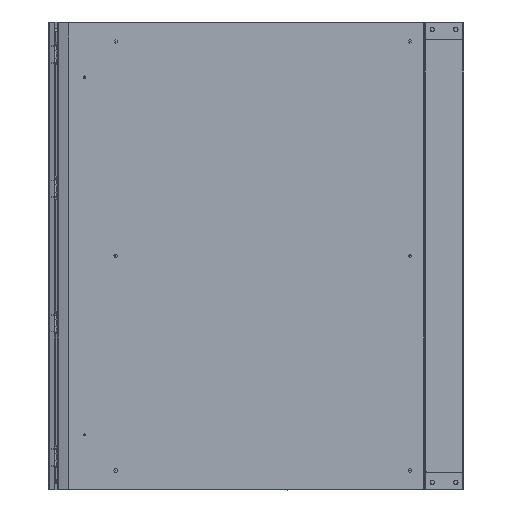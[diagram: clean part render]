
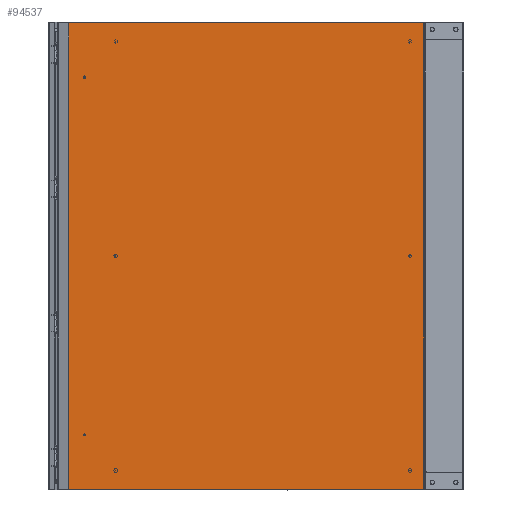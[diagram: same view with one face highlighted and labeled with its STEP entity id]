
A CAD part, left-side view. The second image highlights one B-rep face of the part: STEP entity #94537.
In plain terms, the highlighted planar face has unit normal (-1, 0, 0).
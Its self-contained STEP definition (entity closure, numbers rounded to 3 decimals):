
#10891=FACE_OUTER_BOUND('',#16592,.T.);
#16592=EDGE_LOOP('',(#60300,#60301,#60302,#60303,#60304,#60305,#60306,#60307));
#25105=LINE('',#135468,#32052);
#25106=LINE('',#135470,#32053);
#25107=LINE('',#135472,#32054);
#25108=LINE('',#135474,#32055);
#25109=LINE('',#135476,#32056);
#25110=LINE('',#135478,#32057);
#25111=LINE('',#135480,#32058);
#25112=LINE('',#135481,#32059);
#32052=VECTOR('',#109848,10.);
#32053=VECTOR('',#109849,10.);
#32054=VECTOR('',#109850,10.);
#32055=VECTOR('',#109851,0.929);
#32056=VECTOR('',#109852,910.811);
#32057=VECTOR('',#109853,1196.859);
#32058=VECTOR('',#109854,910.811);
#32059=VECTOR('',#109855,0.929);
#39022=VERTEX_POINT('',#135466);
#39023=VERTEX_POINT('',#135467);
#39024=VERTEX_POINT('',#135469);
#39025=VERTEX_POINT('',#135471);
#39026=VERTEX_POINT('',#135473);
#39027=VERTEX_POINT('',#135475);
#39028=VERTEX_POINT('',#135477);
#39029=VERTEX_POINT('',#135479);
#47923=EDGE_CURVE('',#39022,#39023,#25105,.T.);
#47924=EDGE_CURVE('',#39024,#39023,#25106,.T.);
#47925=EDGE_CURVE('',#39025,#39024,#25107,.T.);
#47926=EDGE_CURVE('',#39025,#39026,#25108,.T.);
#47927=EDGE_CURVE('',#39027,#39026,#25109,.T.);
#47928=EDGE_CURVE('',#39028,#39027,#25110,.T.);
#47929=EDGE_CURVE('',#39029,#39028,#25111,.T.);
#47930=EDGE_CURVE('',#39022,#39029,#25112,.T.);
#60300=ORIENTED_EDGE('',*,*,#47923,.T.);
#60301=ORIENTED_EDGE('',*,*,#47924,.F.);
#60302=ORIENTED_EDGE('',*,*,#47925,.F.);
#60303=ORIENTED_EDGE('',*,*,#47926,.T.);
#60304=ORIENTED_EDGE('',*,*,#47927,.F.);
#60305=ORIENTED_EDGE('',*,*,#47928,.F.);
#60306=ORIENTED_EDGE('',*,*,#47929,.F.);
#60307=ORIENTED_EDGE('',*,*,#47930,.F.);
#84976=PLANE('',#100664);
#94537=ADVANCED_FACE('',(#10891),#84976,.F.);
#100664=AXIS2_PLACEMENT_3D('',#135465,#109846,#109847);
#109846=DIRECTION('center_axis',(1.,0.,0.));
#109847=DIRECTION('ref_axis',(0.,1.,0.));
#109848=DIRECTION('',(0.,1.,0.));
#109849=DIRECTION('',(0.,0.,1.));
#109850=DIRECTION('',(0.,1.,0.));
#109851=DIRECTION('',(0.,0.,-1.));
#109852=DIRECTION('',(0.,1.,0.));
#109853=DIRECTION('',(0.,0.,-1.));
#109854=DIRECTION('',(0.,-1.,0.));
#109855=DIRECTION('',(0.,0.,1.));
#135465=CARTESIAN_POINT('Origin',(0.,-465.295,
0.));
#135466=CARTESIAN_POINT('',(0.,444.866,597.5));
#135467=CARTESIAN_POINT('',(0.,445.307,597.5));
#135468=CARTESIAN_POINT('',(0.,-10.033,597.5));
#135469=CARTESIAN_POINT('',(0.,445.307,-597.5));
#135470=CARTESIAN_POINT('',(0.,445.307,0.));
#135471=CARTESIAN_POINT('',(0.,444.866,-597.5));
#135472=CARTESIAN_POINT('',(0.,-10.215,-597.5));
#135473=CARTESIAN_POINT('',(0.,444.866,-598.429));
#135474=CARTESIAN_POINT('',(0.,444.866,-597.16));
#135475=CARTESIAN_POINT('',(0.,-465.945,-598.429));
#135476=CARTESIAN_POINT('',(0.,-237.267,-598.429));
#135477=CARTESIAN_POINT('',(0.,-465.945,598.429));
#135478=CARTESIAN_POINT('',(0.,-465.945,598.429));
#135479=CARTESIAN_POINT('',(0.,444.866,598.429));
#135480=CARTESIAN_POINT('',(0.,-464.645,598.429));
#135481=CARTESIAN_POINT('',(0.,444.866,597.16));
